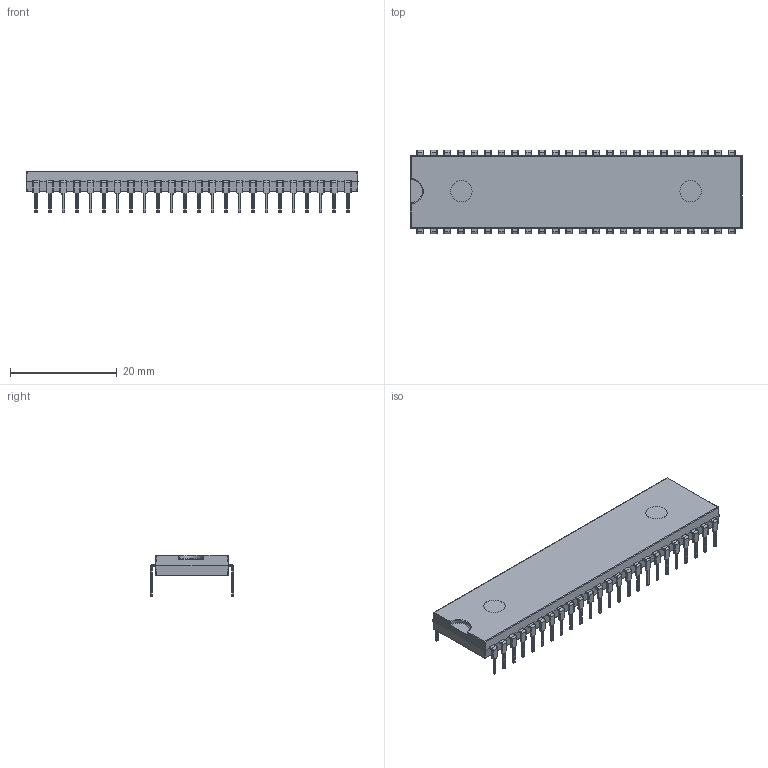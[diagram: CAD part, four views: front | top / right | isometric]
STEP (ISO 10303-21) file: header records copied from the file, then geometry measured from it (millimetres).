
FILE_DESCRIPTION(/* description */ (''),/* implementation_level */ '2;1');
FILE_NAME(/* name */ 'DIP-48 W15.24mm Package.STEP',/* time_stamp */ '2019-09-16T14:13:09+02:00',/* author */ ('PCB-Tech'),/* organization */ (''),/* preprocessor_version */ 'ST-DEVELOPER v17',/* originating_system */ 'Autodesk Inventor 2019',/* authorisation */ '');
FILE_SCHEMA (('AUTOMOTIVE_DESIGN { 1 0 10303 214 3 1 1 }'));
Length unit declared in the file: millimetre
Products named in the file (3): DIP-48 W15.24mm Package; DIP-48 W15.24mm; IC Beinchen
Assembly tree (49 placements, depth 2):
  DIP-48 W15.24mm Package
    IC Beinchen  x48
    DIP-48 W15.24mm
Bounding box: 62.25 x 15.59 x 7.75 mm (x, y, z)
Volume: 3345.7 mm3; surface area: 3251.6 mm2
Topology: 49 solids, 49 shells, 3080 faces, 6972 edges, 3992 vertices
Faces by surface type: cylinder 1463, plane 831, sphere 394, torus 386, bspline 6
Full cylindrical faces by diameter (mm): 4 x4
Entity records: 18372 total; most frequent: CARTESIAN_POINT 3568, DIRECTION 3184, ORIENTED_EDGE 3036, EDGE_CURVE 1518, AXIS2_PLACEMENT_3D 1086, LINE 1012, VECTOR 1012, VERTEX_POINT 984
